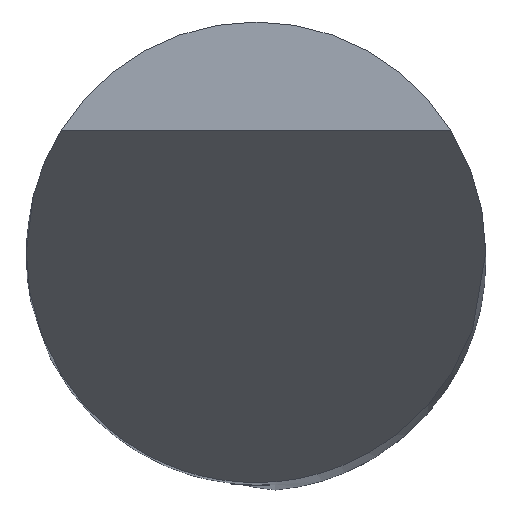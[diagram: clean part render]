
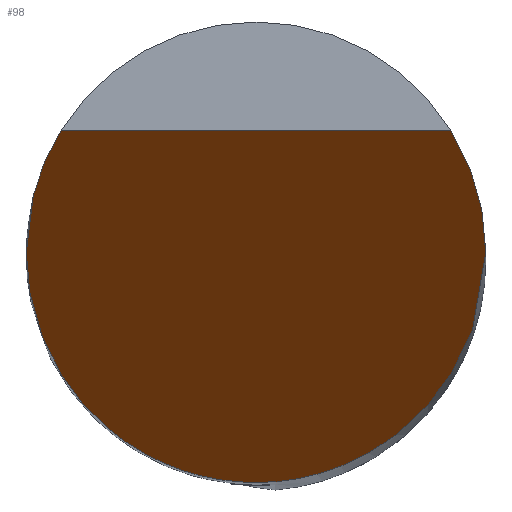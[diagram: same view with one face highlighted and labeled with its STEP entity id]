
A CAD part, top view. The second image highlights one B-rep face of the part: STEP entity #98.
In plain terms, the highlighted planar face has unit normal (0, -0.866, 0.5).
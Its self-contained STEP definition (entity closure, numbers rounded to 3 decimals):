
#44=PLANE('',#693);
#98=ADVANCED_FACE('',(#140),#44,.F.);
#140=FACE_OUTER_BOUND('',#175,.T.);
#175=EDGE_LOOP('',(#315,#316,#317,#318));
#206=LINE('',#1227,#225);
#225=VECTOR('',#767,1.);
#315=ORIENTED_EDGE('',*,*,#511,.F.);
#316=ORIENTED_EDGE('',*,*,#541,.T.);
#317=ORIENTED_EDGE('',*,*,#519,.F.);
#318=ORIENTED_EDGE('',*,*,#488,.F.);
#426=VERTEX_POINT('',#866);
#427=VERTEX_POINT('',#871);
#446=VERTEX_POINT('',#1067);
#453=VERTEX_POINT('',#1127);
#488=EDGE_CURVE('',#426,#427,#631,.T.);
#511=EDGE_CURVE('',#446,#426,#633,.T.);
#519=EDGE_CURVE('',#427,#453,#636,.T.);
#541=EDGE_CURVE('',#446,#453,#206,.T.);
#631=(
BOUNDED_CURVE()
B_SPLINE_CURVE(3,(#867,#868,#869,#870),.UNSPECIFIED.,.F.,.F.)
B_SPLINE_CURVE_WITH_KNOTS((4,4),(0.,1.),.UNSPECIFIED.)
CURVE()
GEOMETRIC_REPRESENTATION_ITEM()
RATIONAL_B_SPLINE_CURVE((1.,0.333,0.333,1.))
REPRESENTATION_ITEM('')
);
#633=(
BOUNDED_CURVE()
B_SPLINE_CURVE(3,(#1063,#1064,#1065,#1066),.UNSPECIFIED.,.F.,.F.)
B_SPLINE_CURVE_WITH_KNOTS((4,4),(0.,1.),.UNSPECIFIED.)
CURVE()
GEOMETRIC_REPRESENTATION_ITEM()
RATIONAL_B_SPLINE_CURVE((1.,0.974,0.974,1.))
REPRESENTATION_ITEM('')
);
#636=(
BOUNDED_CURVE()
B_SPLINE_CURVE(3,(#1123,#1124,#1125,#1126),.UNSPECIFIED.,.F.,.F.)
B_SPLINE_CURVE_WITH_KNOTS((4,4),(0.,1.),.UNSPECIFIED.)
CURVE()
GEOMETRIC_REPRESENTATION_ITEM()
RATIONAL_B_SPLINE_CURVE((1.,0.974,0.974,1.))
REPRESENTATION_ITEM('')
);
#693=AXIS2_PLACEMENT_3D('',#1228,#768,#769);
#767=DIRECTION('',(-1.,0.,0.));
#768=DIRECTION('',(0.,0.866,-0.5));
#769=DIRECTION('',(0.,0.5,0.866));
#866=CARTESIAN_POINT('',(3.,0.,0.));
#867=CARTESIAN_POINT('',(3.,0.,0.));
#868=CARTESIAN_POINT('',(3.,-6.,-10.392));
#869=CARTESIAN_POINT('',(-3.,-6.,-10.392));
#870=CARTESIAN_POINT('',(-3.,0.,0.));
#871=CARTESIAN_POINT('',(-3.,0.,0.));
#1063=CARTESIAN_POINT('',(2.545,1.588,2.75));
#1064=CARTESIAN_POINT('',(2.844,1.108,1.92));
#1065=CARTESIAN_POINT('',(3.,0.565,0.979));
#1066=CARTESIAN_POINT('',(3.,0.,0.));
#1067=CARTESIAN_POINT('',(2.545,1.588,2.75));
#1123=CARTESIAN_POINT('',(-3.,0.,0.));
#1124=CARTESIAN_POINT('',(-3.,0.565,0.979));
#1125=CARTESIAN_POINT('',(-2.844,1.108,1.92));
#1126=CARTESIAN_POINT('',(-2.545,1.588,2.75));
#1127=CARTESIAN_POINT('',(-2.545,1.588,2.75));
#1227=CARTESIAN_POINT('',(3.,1.588,2.75));
#1228=CARTESIAN_POINT('',(3.,1.588,2.75));
